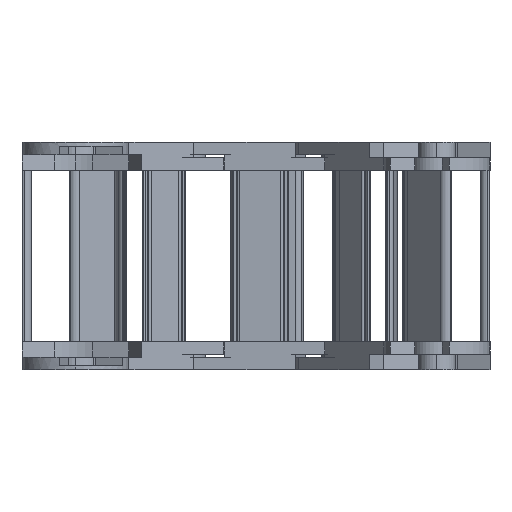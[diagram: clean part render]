
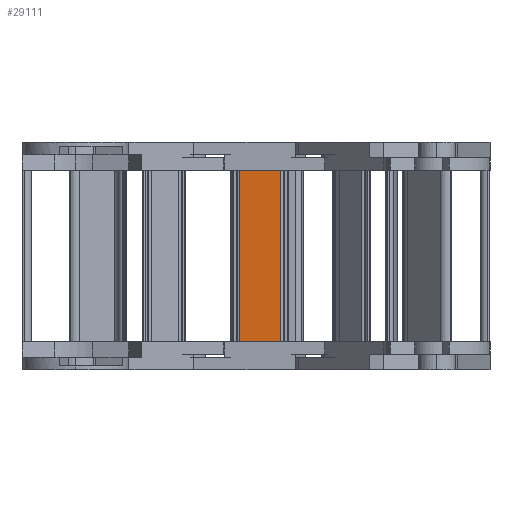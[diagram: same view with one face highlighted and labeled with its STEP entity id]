
A CAD part, left-side view. The second image highlights one B-rep face of the part: STEP entity #29111.
In plain terms, the highlighted planar face has unit normal (-0.998, 0.068, 0).
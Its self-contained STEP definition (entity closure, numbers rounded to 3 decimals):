
#742 = EDGE_CURVE ( 'NONE', #46525, #72823, #62415, .T. ) ;
#6846 = VECTOR ( 'NONE', #67672, 1000. ) ;
#7543 = DIRECTION ( 'NONE',  ( 0., 0., -1. ) ) ;
#8512 = EDGE_CURVE ( 'NONE', #72823, #56937, #67354, .T. ) ;
#10087 = VECTOR ( 'NONE', #14732, 1000. ) ;
#10861 = EDGE_LOOP ( 'NONE', ( #13131, #55586, #35681, #67283 ) ) ;
#12634 = EDGE_CURVE ( 'NONE', #60859, #46525, #59936, .T. ) ;
#13131 = ORIENTED_EDGE ( 'NONE', *, *, #742, .T. ) ;
#13719 = CARTESIAN_POINT ( 'NONE',  ( 10.643, -35.331, -37. ) ) ;
#14732 = DIRECTION ( 'NONE',  ( 0.068, 0.998, 0. ) ) ;
#16051 = EDGE_CURVE ( 'NONE', #56937, #60859, #38974, .T. ) ;
#20722 = CARTESIAN_POINT ( 'NONE',  ( 10.338, -39.82, 0. ) ) ;
#22268 = CARTESIAN_POINT ( 'NONE',  ( 10.034, -44.31, -37. ) ) ;
#28297 = AXIS2_PLACEMENT_3D ( 'NONE', #36303, #59067, #7543 ) ;
#29111 = ADVANCED_FACE ( 'NONE', ( #35927 ), #58318, .T. ) ;
#31259 = CARTESIAN_POINT ( 'NONE',  ( 10.643, -35.331, 0. ) ) ;
#31795 = VECTOR ( 'NONE', #33359, 1000. ) ;
#33359 = DIRECTION ( 'NONE',  ( -0.068, -0.998, 0. ) ) ;
#33368 = CARTESIAN_POINT ( 'NONE',  ( 10.034, -44.31, 0. ) ) ;
#35681 = ORIENTED_EDGE ( 'NONE', *, *, #16051, .T. ) ;
#35927 = FACE_OUTER_BOUND ( 'NONE', #10861, .T. ) ;
#36303 = CARTESIAN_POINT ( 'NONE',  ( 10.643, -35.331, 0. ) ) ;
#38966 = CARTESIAN_POINT ( 'NONE',  ( 10.643, -35.331, -37. ) ) ;
#38974 = LINE ( 'NONE', #33368, #57114 ) ;
#46525 = VERTEX_POINT ( 'NONE', #31259 ) ;
#50510 = CARTESIAN_POINT ( 'NONE',  ( 10.643, -35.331, 0. ) ) ;
#50557 = DIRECTION ( 'NONE',  ( 0., 0., 1. ) ) ;
#55586 = ORIENTED_EDGE ( 'NONE', *, *, #8512, .T. ) ;
#56937 = VERTEX_POINT ( 'NONE', #22268 ) ;
#57114 = VECTOR ( 'NONE', #50557, 1000. ) ;
#58318 = PLANE ( 'NONE',  #28297 ) ;
#59067 = DIRECTION ( 'NONE',  ( -0.998, 0.068, 0. ) ) ;
#59936 = LINE ( 'NONE', #20722, #10087 ) ;
#60859 = VERTEX_POINT ( 'NONE', #62509 ) ;
#62415 = LINE ( 'NONE', #50510, #6846 ) ;
#62509 = CARTESIAN_POINT ( 'NONE',  ( 10.034, -44.31, 0. ) ) ;
#67283 = ORIENTED_EDGE ( 'NONE', *, *, #12634, .T. ) ;
#67354 = LINE ( 'NONE', #38966, #31795 ) ;
#67672 = DIRECTION ( 'NONE',  ( 0., 0., -1. ) ) ;
#72823 = VERTEX_POINT ( 'NONE', #13719 ) ;
